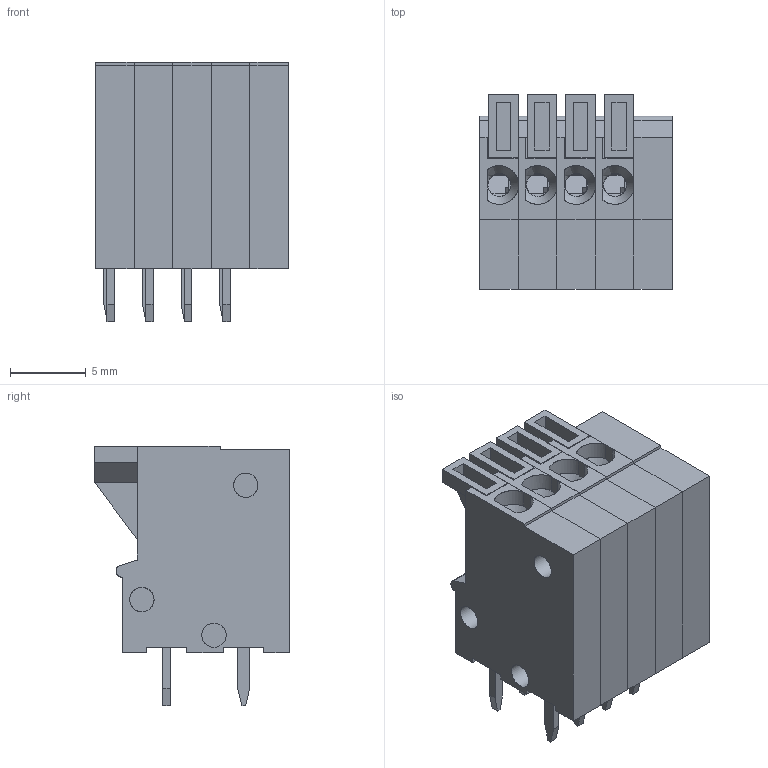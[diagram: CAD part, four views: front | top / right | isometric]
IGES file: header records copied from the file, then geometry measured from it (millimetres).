
Start section: C
Global section: file name: 691403900004B.igs; native system: By Siemens PLM Incorporated; preprocessor: XPlus GENERIC/IGES 17.0.49; author: Author; organization: Title; date: 20141112.093020; units: millimetre
Bounding box: 12.7 x 12.8 x 17.1 mm (x, y, z)
Surface area: 4233.6 mm2 (no closed solid volume)
Topology: 0 solids, 0 shells, 881 faces, 5030 edges, 5030 vertices
Faces by surface type: bspline 881
